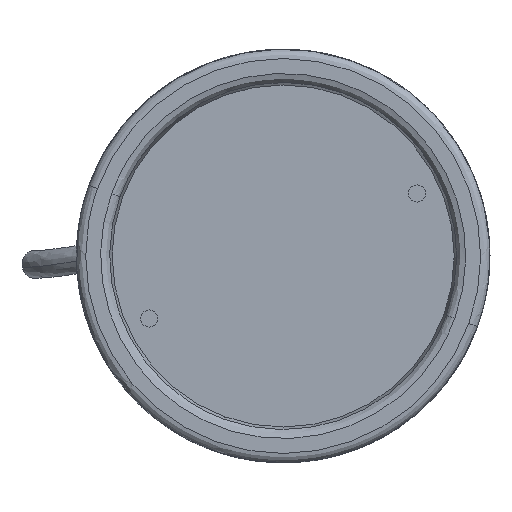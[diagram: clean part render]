
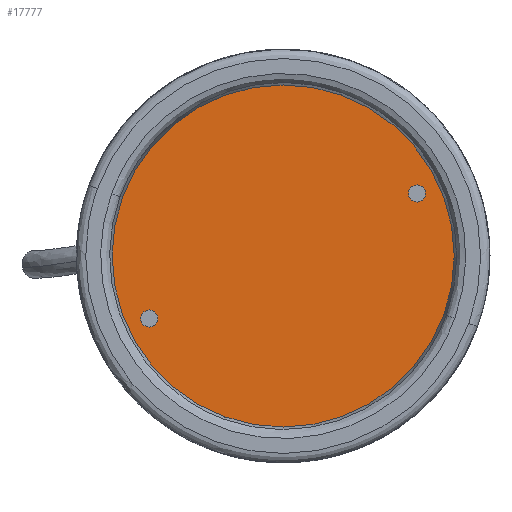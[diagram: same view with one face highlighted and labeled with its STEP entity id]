
A CAD part, front view. The second image highlights one B-rep face of the part: STEP entity #17777.
In plain terms, the highlighted planar face has unit normal (0, -1, 0).
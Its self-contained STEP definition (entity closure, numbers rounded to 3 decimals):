
#247 = EDGE_CURVE ( 'NONE', #14868, #20828, #53232, .T. ) ;
#466 = VERTEX_POINT ( 'NONE', #13078 ) ;
#667 = EDGE_LOOP ( 'NONE', ( #11094, #39371 ) ) ;
#912 = AXIS2_PLACEMENT_3D ( 'NONE', #32956, #29038, #28737 ) ;
#4116 = DIRECTION ( 'NONE',  ( 0., -1., 0. ) ) ;
#5241 = ORIENTED_EDGE ( 'NONE', *, *, #26744, .F. ) ;
#6588 = PLANE ( 'NONE',  #14305 ) ;
#9126 = DIRECTION ( 'NONE',  ( 0., -1., 0. ) ) ;
#9505 = CIRCLE ( 'NONE', #47001, 2.75 ) ;
#9575 = CIRCLE ( 'NONE', #912, 55. ) ;
#11094 = ORIENTED_EDGE ( 'NONE', *, *, #18097, .F. ) ;
#12393 = EDGE_LOOP ( 'NONE', ( #5241, #49259 ) ) ;
#12432 = CARTESIAN_POINT ( 'NONE',  ( 0., 5.2, -55. ) ) ;
#12856 = AXIS2_PLACEMENT_3D ( 'NONE', #54599, #9126, #59151 ) ;
#13078 = CARTESIAN_POINT ( 'NONE',  ( -30.838, 5.2, -33.588 ) ) ;
#14163 = DIRECTION ( 'NONE',  ( 1., 0., 0. ) ) ;
#14305 = AXIS2_PLACEMENT_3D ( 'NONE', #38456, #24940, #43291 ) ;
#14868 = VERTEX_POINT ( 'NONE', #23480 ) ;
#17709 = DIRECTION ( 'NONE',  ( 1., 0., 0. ) ) ;
#17777 = ADVANCED_FACE ( 'NONE', ( #47828, #52658, #38770 ), #6588, .F. ) ;
#18097 = EDGE_CURVE ( 'NONE', #41542, #52208, #9505, .T. ) ;
#18385 = CARTESIAN_POINT ( 'NONE',  ( -33.588, 5.2, -33.588 ) ) ;
#20828 = VERTEX_POINT ( 'NONE', #12432 ) ;
#22217 = CARTESIAN_POINT ( 'NONE',  ( 33.588, 5.2, 33.588 ) ) ;
#22472 = DIRECTION ( 'NONE',  ( 0., 0., -1. ) ) ;
#22890 = AXIS2_PLACEMENT_3D ( 'NONE', #18385, #37014, #14163 ) ;
#23480 = CARTESIAN_POINT ( 'NONE',  ( 0., 5.2, 55. ) ) ;
#24940 = DIRECTION ( 'NONE',  ( 0., 1., 0. ) ) ;
#26744 = EDGE_CURVE ( 'NONE', #466, #27728, #36360, .T. ) ;
#27728 = VERTEX_POINT ( 'NONE', #34901 ) ;
#27898 = CIRCLE ( 'NONE', #32693, 2.75 ) ;
#28737 = DIRECTION ( 'NONE',  ( 0., 0., -1. ) ) ;
#29038 = DIRECTION ( 'NONE',  ( 0., -1., 0. ) ) ;
#29139 = CIRCLE ( 'NONE', #12856, 2.75 ) ;
#30773 = EDGE_CURVE ( 'NONE', #20828, #14868, #9575, .T. ) ;
#31052 = AXIS2_PLACEMENT_3D ( 'NONE', #32060, #4116, #22472 ) ;
#32060 = CARTESIAN_POINT ( 'NONE',  ( 0., 5.2, 0. ) ) ;
#32395 = DIRECTION ( 'NONE',  ( 0., -1., 0. ) ) ;
#32688 = DIRECTION ( 'NONE',  ( 1., 0., 0. ) ) ;
#32693 = AXIS2_PLACEMENT_3D ( 'NONE', #36922, #32395, #32688 ) ;
#32956 = CARTESIAN_POINT ( 'NONE',  ( 0., 5.2, 0. ) ) ;
#34901 = CARTESIAN_POINT ( 'NONE',  ( -36.338, 5.2, -33.588 ) ) ;
#36360 = CIRCLE ( 'NONE', #22890, 2.75 ) ;
#36922 = CARTESIAN_POINT ( 'NONE',  ( -33.588, 5.2, -33.588 ) ) ;
#37014 = DIRECTION ( 'NONE',  ( 0., -1., 0. ) ) ;
#38456 = CARTESIAN_POINT ( 'NONE',  ( -110., 5.2, -110. ) ) ;
#38770 = FACE_OUTER_BOUND ( 'NONE', #57352, .T. ) ;
#39371 = ORIENTED_EDGE ( 'NONE', *, *, #39477, .F. ) ;
#39477 = EDGE_CURVE ( 'NONE', #52208, #41542, #29139, .T. ) ;
#40561 = DIRECTION ( 'NONE',  ( 0., -1., 0. ) ) ;
#41542 = VERTEX_POINT ( 'NONE', #46207 ) ;
#43291 = DIRECTION ( 'NONE',  ( 0., 0., 1. ) ) ;
#44536 = ORIENTED_EDGE ( 'NONE', *, *, #30773, .T. ) ;
#46207 = CARTESIAN_POINT ( 'NONE',  ( 36.338, 5.2, 33.588 ) ) ;
#47001 = AXIS2_PLACEMENT_3D ( 'NONE', #22217, #40561, #17709 ) ;
#47631 = ORIENTED_EDGE ( 'NONE', *, *, #247, .T. ) ;
#47828 = FACE_BOUND ( 'NONE', #667, .T. ) ;
#47907 = CARTESIAN_POINT ( 'NONE',  ( 30.838, 5.2, 33.588 ) ) ;
#48994 = EDGE_CURVE ( 'NONE', #27728, #466, #27898, .T. ) ;
#49259 = ORIENTED_EDGE ( 'NONE', *, *, #48994, .F. ) ;
#52208 = VERTEX_POINT ( 'NONE', #47907 ) ;
#52658 = FACE_BOUND ( 'NONE', #12393, .T. ) ;
#53232 = CIRCLE ( 'NONE', #31052, 55. ) ;
#54599 = CARTESIAN_POINT ( 'NONE',  ( 33.588, 5.2, 33.588 ) ) ;
#57352 = EDGE_LOOP ( 'NONE', ( #44536, #47631 ) ) ;
#59151 = DIRECTION ( 'NONE',  ( 1., 0., 0. ) ) ;
